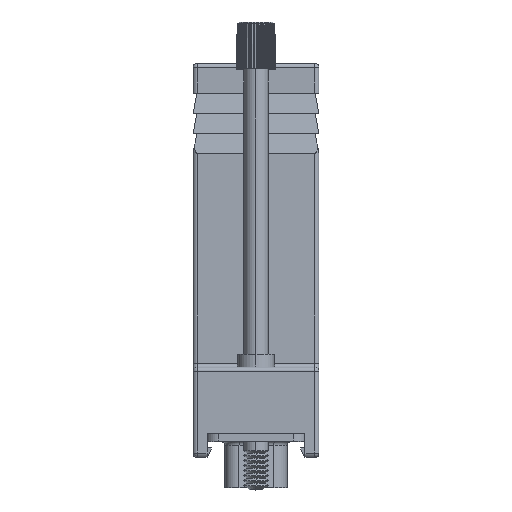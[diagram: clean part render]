
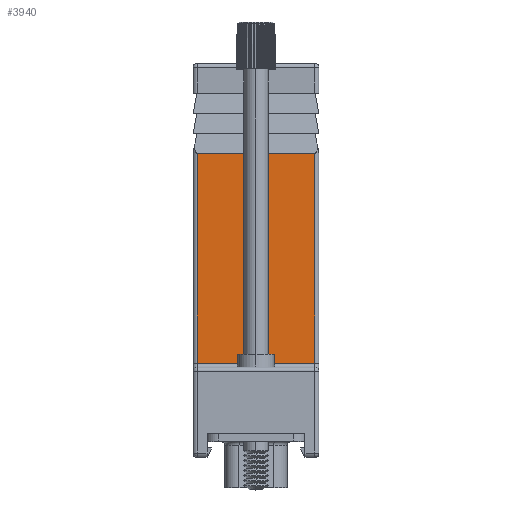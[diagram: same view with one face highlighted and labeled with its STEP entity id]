
A CAD part, top view. The second image highlights one B-rep face of the part: STEP entity #3940.
In plain terms, the highlighted planar face has unit normal (0, 0, 1).
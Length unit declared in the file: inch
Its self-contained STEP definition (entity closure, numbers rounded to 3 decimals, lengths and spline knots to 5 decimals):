
#444 = CARTESIAN_POINT ( 'NONE',  ( -0.295, 1.52, 0.3885 ) ) ;
#445 = CARTESIAN_POINT ( 'NONE',  ( 0.295, 1.52, 0.3885 ) ) ;
#449 = CARTESIAN_POINT ( 'NONE',  ( 0.295, 0.47, 0.3885 ) ) ;
#507 = CARTESIAN_POINT ( 'NONE',  ( -0.295, 0.47, 0.3885 ) ) ;
#1719 = VERTEX_POINT ( 'NONE', #444 ) ;
#1721 = VERTEX_POINT ( 'NONE', #445 ) ;
#1732 = VERTEX_POINT ( 'NONE', #449 ) ;
#1800 = VERTEX_POINT ( 'NONE', #507 ) ;
#2387 = EDGE_LOOP ( 'NONE', ( #22479, #22480, #14475, #14476 ) ) ;
#3940 = ADVANCED_FACE ( 'NONE', ( #27716 ), #21126, .F. ) ;
#12544 = AXIS2_PLACEMENT_3D ( 'NONE', #21119, #21128, #21129 ) ;
#12769 = CARTESIAN_POINT ( 'NONE',  ( -0.295, 1.97, 0.3885 ) ) ;
#12772 = CARTESIAN_POINT ( 'NONE',  ( -0.315, 0.47, 0.3885 ) ) ;
#12775 = CARTESIAN_POINT ( 'NONE',  ( -0.31504, 1.52, 0.3885 ) ) ;
#12777 = DIRECTION ( 'NONE',  ( 1., 0., 0. ) ) ;
#12778 = DIRECTION ( 'NONE',  ( 0., -1., 0. ) ) ;
#12780 = DIRECTION ( 'NONE',  ( 1., 0., 0. ) ) ;
#12781 = CARTESIAN_POINT ( 'NONE',  ( 0.295, 1.97, 0.3885 ) ) ;
#12782 = DIRECTION ( 'NONE',  ( 0., 1., 0. ) ) ;
#13513 = EDGE_CURVE ( 'NONE', #1719, #1721, #15658, .T. ) ;
#13514 = EDGE_CURVE ( 'NONE', #1719, #1800, #15656, .T. ) ;
#13515 = EDGE_CURVE ( 'NONE', #1800, #1732, #15660, .T. ) ;
#13516 = EDGE_CURVE ( 'NONE', #1732, #1721, #15664, .T. ) ;
#14475 = ORIENTED_EDGE ( 'NONE', *, *, #13515, .T. ) ;
#14476 = ORIENTED_EDGE ( 'NONE', *, *, #13516, .T. ) ;
#15656 = LINE ( 'NONE', #12769, #15663 ) ;
#15658 = LINE ( 'NONE', #12775, #15661 ) ;
#15660 = LINE ( 'NONE', #12772, #15665 ) ;
#15661 = VECTOR ( 'NONE', #12777, 39.37008 ) ;
#15663 = VECTOR ( 'NONE', #12778, 39.37008 ) ;
#15664 = LINE ( 'NONE', #12781, #15667 ) ;
#15665 = VECTOR ( 'NONE', #12780, 39.37008 ) ;
#15667 = VECTOR ( 'NONE', #12782, 39.37008 ) ;
#21119 = CARTESIAN_POINT ( 'NONE',  ( -0.315, 1.97, 0.3885 ) ) ;
#21126 = PLANE ( 'NONE',  #12544 ) ;
#21128 = DIRECTION ( 'NONE',  ( 0., 0., -1. ) ) ;
#21129 = DIRECTION ( 'NONE',  ( -1., 0., 0. ) ) ;
#22479 = ORIENTED_EDGE ( 'NONE', *, *, #13513, .F. ) ;
#22480 = ORIENTED_EDGE ( 'NONE', *, *, #13514, .T. ) ;
#27716 = FACE_OUTER_BOUND ( 'NONE', #2387, .T. ) ;
